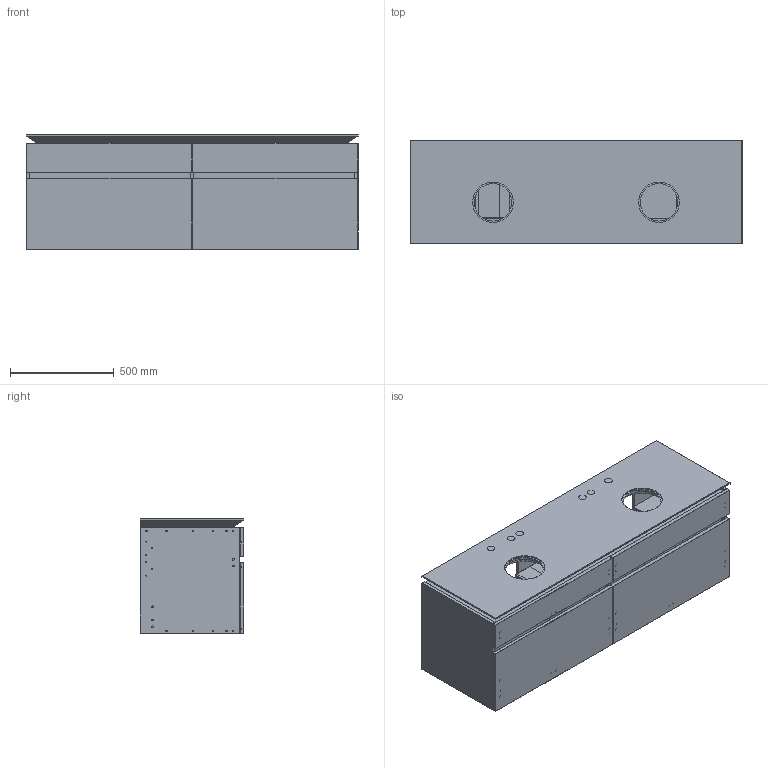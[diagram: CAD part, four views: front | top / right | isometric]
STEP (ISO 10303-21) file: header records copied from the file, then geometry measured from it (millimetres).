
FILE_DESCRIPTION((' '),'2;1');
FILE_NAME('B60000_B600L0.stp','2022-05-16T08:11:08',(' '),(' '),' ','ACIS',' ');
FILE_SCHEMA(('CONFIG_CONTROL_DESIGN'));
Length unit declared in the file: millimetre
Products named in the file (27): B60000_B600L0.stp; Körper1; Körper2; Körper3; Körper4; Körper5; Körper6; Körper7; Körper8; Körper9; Körper10; Körper11; Körper12; Körper13; Körper14; Körper15; Körper16; Körper17; Körper18; Körper19; Körper20; Körper21; Körper22; Körper23; Körper24; Körper25; Körper26
Assembly tree (26 placements, depth 2):
  B60000_B600L0.stp
    Körper1
    Körper2
    Körper3
    Körper4
    Körper5
    Körper6
    Körper7
    Körper8
    Körper9
    Körper10
    Körper11
    Körper12
    Körper13
    Körper14
    Körper15
    Körper16
    Körper17
    Körper18
    Körper19
    Körper20
    Körper21
    Körper22
    Körper23
    Körper24
    Körper25
    Körper26
Bounding box: 1600 x 500 x 551.8 mm (x, y, z)
Volume: 100396696.8 mm3; surface area: 11092018.3 mm2
Topology: 26 solids, 26 shells, 931 faces, 1914 edges, 1293 vertices
Faces by surface type: plane 586, cylinder 345
Full cylindrical faces by diameter (mm): 3 x102, 5 x35, 6.5 x2, 8 x59, 8.01 x46, 10 x32
Entity records: 26930 total; most frequent: DIRECTION 4275, CARTESIAN_POINT 3857, ORIENTED_EDGE 3170, AXIS2_PLACEMENT_3D 1711, EDGE_CURVE 1585, EDGE_LOOP 1515, VERTEX_POINT 1240, FACE_OUTER_BOUND 931
